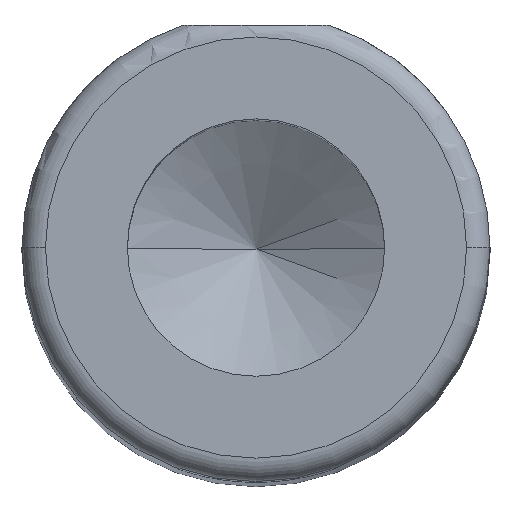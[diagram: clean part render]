
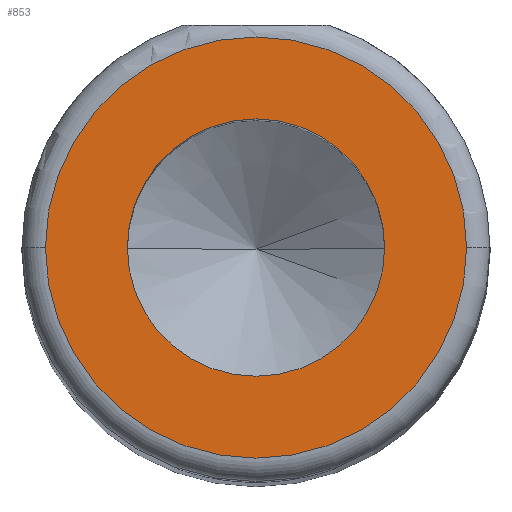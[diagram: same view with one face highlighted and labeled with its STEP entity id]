
A CAD part, top view. The second image highlights one B-rep face of the part: STEP entity #853.
In plain terms, the highlighted planar face has unit normal (0, 0, 1).
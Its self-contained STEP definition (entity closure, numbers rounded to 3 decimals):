
#37 = CIRCLE ( 'NONE', #95, 2.7 ) ;
#39 = EDGE_CURVE ( 'NONE', #668, #684, #527, .T. ) ;
#65 = CARTESIAN_POINT ( 'NONE',  ( 0., 0., 20. ) ) ;
#73 = EDGE_LOOP ( 'NONE', ( #1039, #510 ) ) ;
#75 = DIRECTION ( 'NONE',  ( 1., 0., 0. ) ) ;
#95 = AXIS2_PLACEMENT_3D ( 'NONE', #65, #770, #161 ) ;
#114 = ORIENTED_EDGE ( 'NONE', *, *, #719, .F. ) ;
#145 = EDGE_CURVE ( 'NONE', #928, #555, #839, .T. ) ;
#161 = DIRECTION ( 'NONE',  ( 1., 0., 0. ) ) ;
#279 = DIRECTION ( 'NONE',  ( 0., 0., 1. ) ) ;
#301 = DIRECTION ( 'NONE',  ( 0., 0., 1. ) ) ;
#307 = FACE_OUTER_BOUND ( 'NONE', #73, .T. ) ;
#479 = CARTESIAN_POINT ( 'NONE',  ( 0., 0., 20. ) ) ;
#510 = ORIENTED_EDGE ( 'NONE', *, *, #740, .T. ) ;
#527 = CIRCLE ( 'NONE', #837, 1.65 ) ;
#555 = VERTEX_POINT ( 'NONE', #814 ) ;
#575 = DIRECTION ( 'NONE',  ( 1., 0., 0. ) ) ;
#589 = PLANE ( 'NONE',  #656 ) ;
#656 = AXIS2_PLACEMENT_3D ( 'NONE', #1049, #688, #75 ) ;
#668 = VERTEX_POINT ( 'NONE', #1204 ) ;
#684 = VERTEX_POINT ( 'NONE', #1208 ) ;
#688 = DIRECTION ( 'NONE',  ( 0., 0., 1. ) ) ;
#691 = AXIS2_PLACEMENT_3D ( 'NONE', #884, #301, #979 ) ;
#719 = EDGE_CURVE ( 'NONE', #684, #668, #773, .T. ) ;
#721 = FACE_BOUND ( 'NONE', #772, .T. ) ;
#740 = EDGE_CURVE ( 'NONE', #555, #928, #37, .T. ) ;
#770 = DIRECTION ( 'NONE',  ( 0., 0., 1. ) ) ;
#772 = EDGE_LOOP ( 'NONE', ( #114, #1180 ) ) ;
#773 = CIRCLE ( 'NONE', #933, 1.65 ) ;
#789 = CARTESIAN_POINT ( 'NONE',  ( 2.7, 0., 20. ) ) ;
#814 = CARTESIAN_POINT ( 'NONE',  ( -2.7, 0., 20. ) ) ;
#837 = AXIS2_PLACEMENT_3D ( 'NONE', #866, #279, #959 ) ;
#839 = CIRCLE ( 'NONE', #691, 2.7 ) ;
#853 = ADVANCED_FACE ( 'NONE', ( #721, #307 ), #589, .T. ) ;
#866 = CARTESIAN_POINT ( 'NONE',  ( 0., 0., 20. ) ) ;
#884 = CARTESIAN_POINT ( 'NONE',  ( 0., 0., 20. ) ) ;
#928 = VERTEX_POINT ( 'NONE', #789 ) ;
#933 = AXIS2_PLACEMENT_3D ( 'NONE', #479, #1132, #575 ) ;
#959 = DIRECTION ( 'NONE',  ( 1., 0., 0. ) ) ;
#979 = DIRECTION ( 'NONE',  ( 1., 0., 0. ) ) ;
#1039 = ORIENTED_EDGE ( 'NONE', *, *, #145, .T. ) ;
#1049 = CARTESIAN_POINT ( 'NONE',  ( 0., 0., 20. ) ) ;
#1132 = DIRECTION ( 'NONE',  ( 0., 0., 1. ) ) ;
#1180 = ORIENTED_EDGE ( 'NONE', *, *, #39, .F. ) ;
#1204 = CARTESIAN_POINT ( 'NONE',  ( -1.65, 0., 20. ) ) ;
#1208 = CARTESIAN_POINT ( 'NONE',  ( 1.65, 0., 20. ) ) ;
